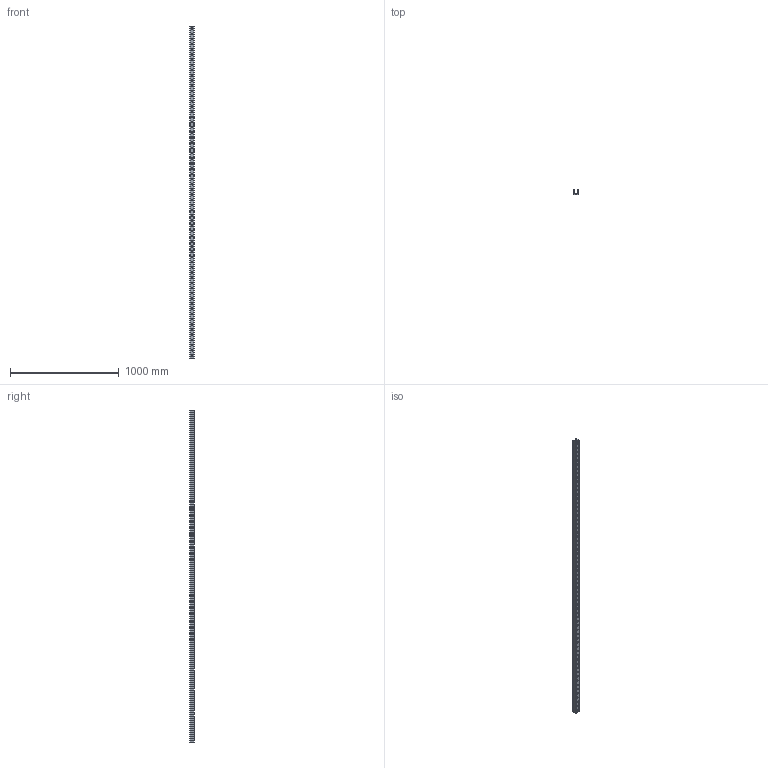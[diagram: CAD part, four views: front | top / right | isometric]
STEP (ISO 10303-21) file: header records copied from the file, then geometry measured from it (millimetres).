
FILE_DESCRIPTION(('TurboCAD Mac Pro'),'Build 980');
FILE_NAME('P2000HS.stp',' ',(''),(''),'ACIS Interop','IMSI','TurboCAD Mac Pro BY IMSI, INCORPORATED');
FILE_SCHEMA(('automotive_design'));
Length unit declared in the file: inch
Products named in the file (1): 1
Bounding box: 41.27 x 41.27 x 3048 mm (x, y, z)
Volume: 653286.1 mm3; surface area: 885048 mm2
Topology: 1 solids, 1 shells, 310 faces, 924 edges, 616 vertices
Faces by surface type: bspline 282, plane 26, cylinder 2
Entity records: 14644 total; most frequent: CARTESIAN_POINT 5505, ORIENTED_EDGE 1848, EDGE_CURVE 924, VERTEX_POINT 616, B_SPLINE_CURVE_WITH_KNOTS 560, EDGE_LOOP 438, DIRECTION 430, LINE 356
